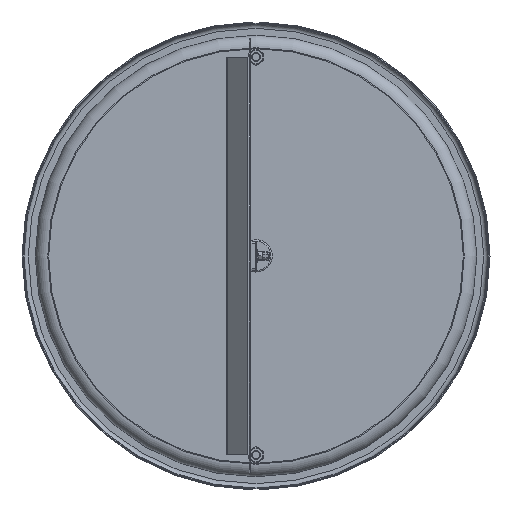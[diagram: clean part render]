
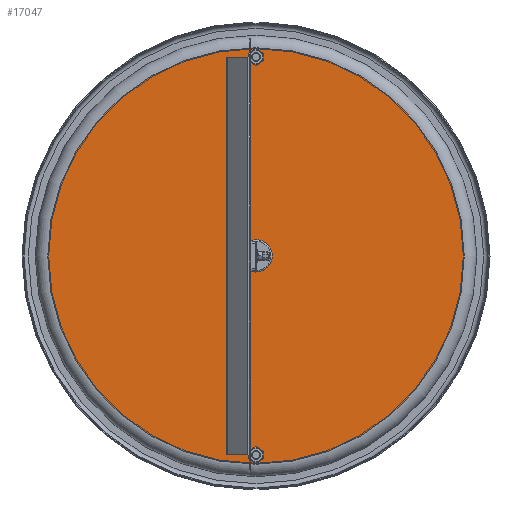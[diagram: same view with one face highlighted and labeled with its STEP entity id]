
A CAD part, front view. The second image highlights one B-rep face of the part: STEP entity #17047.
In plain terms, the highlighted face is planar.
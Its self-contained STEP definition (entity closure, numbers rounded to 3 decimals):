
#16916=CARTESIAN_POINT('',(0.,-5.85,40.));
#16917=VERTEX_POINT('',#16916);
#16918=CARTESIAN_POINT('',(0.,0.,40.));
#16919=DIRECTION('',(0.0,0.0,-1.0));
#16920=DIRECTION('',(0.0,1.0,0.0));
#16921=AXIS2_PLACEMENT_3D('',#16918,#16919,#16920);
#16922=CIRCLE('',#16921,5.85);
#16923=EDGE_CURVE('',#16917,#16917,#16922,.T.);
#17004=CARTESIAN_POINT('',(141.5,0.,40.));
#17005=VERTEX_POINT('',#17004);
#17006=CARTESIAN_POINT('',(0.,0.,40.));
#17007=DIRECTION('',(0.0,0.0,-1.0));
#17008=DIRECTION('',(-1.0,0.0,0.0));
#17009=AXIS2_PLACEMENT_3D('',#17006,#17007,#17008);
#17010=CIRCLE('',#17009,141.5);
#17011=EDGE_CURVE('',#17005,#17005,#17010,.T.);
#17036=CARTESIAN_POINT('',(0.,0.,40.));
#17037=DIRECTION('',(0.0,0.0,1.0));
#17038=DIRECTION('',(1.0,0.0,0.0));
#17039=AXIS2_PLACEMENT_3D('',#17036,#17037,#17038);
#17040=PLANE('',#17039);
#17041=ORIENTED_EDGE('',*,*,#17011,.F.);
#17042=EDGE_LOOP('',(#17041));
#17043=FACE_OUTER_BOUND('',#17042,.T.);
#17044=ORIENTED_EDGE('',*,*,#16923,.T.);
#17045=EDGE_LOOP('',(#17044));
#17046=FACE_BOUND('',#17045,.T.);
#17047=ADVANCED_FACE('',(#17043,#17046),#17040,.T.);
